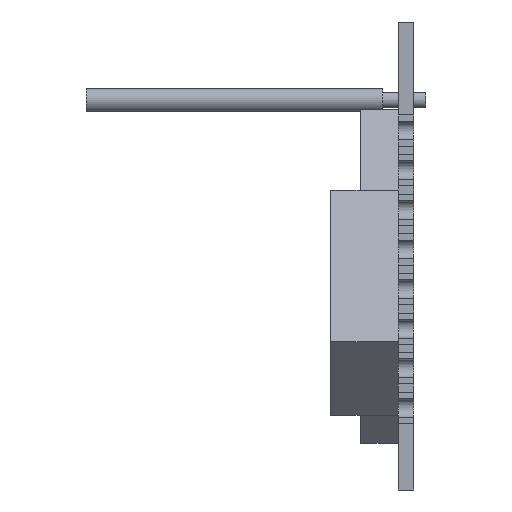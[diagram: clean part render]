
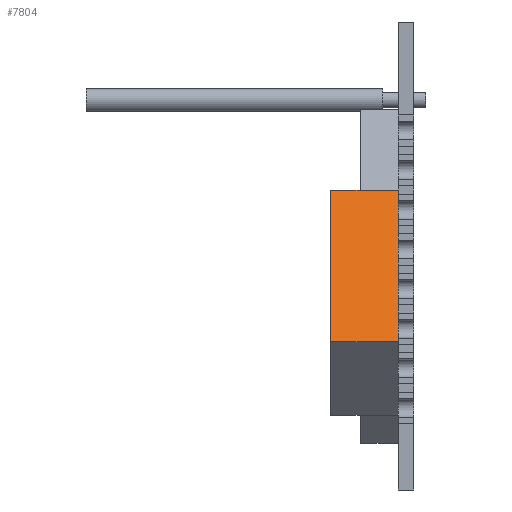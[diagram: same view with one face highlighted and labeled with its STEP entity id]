
A CAD part, left-side view. The second image highlights one B-rep face of the part: STEP entity #7804.
In plain terms, the highlighted planar face has unit normal (-0.9, 0, 0.435).
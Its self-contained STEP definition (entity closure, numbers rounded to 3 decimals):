
#376=FACE_OUTER_BOUND('',#831,.T.);
#831=EDGE_LOOP('',(#5902,#5903,#5904,#5905));
#1574=LINE('',#11677,#2597);
#1575=LINE('',#11679,#2598);
#1576=LINE('',#11681,#2599);
#1577=LINE('',#11682,#2600);
#2597=VECTOR('',#9437,10.);
#2598=VECTOR('',#9438,10.);
#2599=VECTOR('',#9439,10.);
#2600=VECTOR('',#9440,10.);
#3477=VERTEX_POINT('',#11675);
#3478=VERTEX_POINT('',#11676);
#3479=VERTEX_POINT('',#11678);
#3480=VERTEX_POINT('',#11680);
#4360=EDGE_CURVE('',#3477,#3478,#1574,.T.);
#4361=EDGE_CURVE('',#3477,#3479,#1575,.T.);
#4362=EDGE_CURVE('',#3480,#3479,#1576,.T.);
#4363=EDGE_CURVE('',#3478,#3480,#1577,.T.);
#5902=ORIENTED_EDGE('',*,*,#4360,.F.);
#5903=ORIENTED_EDGE('',*,*,#4361,.T.);
#5904=ORIENTED_EDGE('',*,*,#4362,.F.);
#5905=ORIENTED_EDGE('',*,*,#4363,.F.);
#7392=PLANE('',#8314);
#7804=ADVANCED_FACE('',(#376),#7392,.T.);
#8314=AXIS2_PLACEMENT_3D('',#11674,#9435,#9436);
#9435=DIRECTION('center_axis',(-0.9,0.,0.435));
#9436=DIRECTION('ref_axis',(0.435,0.,0.9));
#9437=DIRECTION('',(-0.435,0.,-0.9));
#9438=DIRECTION('',(0.,1.,0.));
#9439=DIRECTION('',(0.435,0.,0.9));
#9440=DIRECTION('',(0.,1.,0.));
#11674=CARTESIAN_POINT('Origin',(1.3,0.5,4.75));
#11675=CARTESIAN_POINT('',(3.65,0.5,9.612));
#11676=CARTESIAN_POINT('',(1.3,0.5,4.75));
#11677=CARTESIAN_POINT('',(3.65,0.5,9.612));
#11678=CARTESIAN_POINT('',(3.65,2.66,9.612));
#11679=CARTESIAN_POINT('',(3.65,0.5,9.612));
#11680=CARTESIAN_POINT('',(1.3,2.66,4.75));
#11681=CARTESIAN_POINT('',(3.65,2.66,9.612));
#11682=CARTESIAN_POINT('',(1.3,0.5,4.75));
